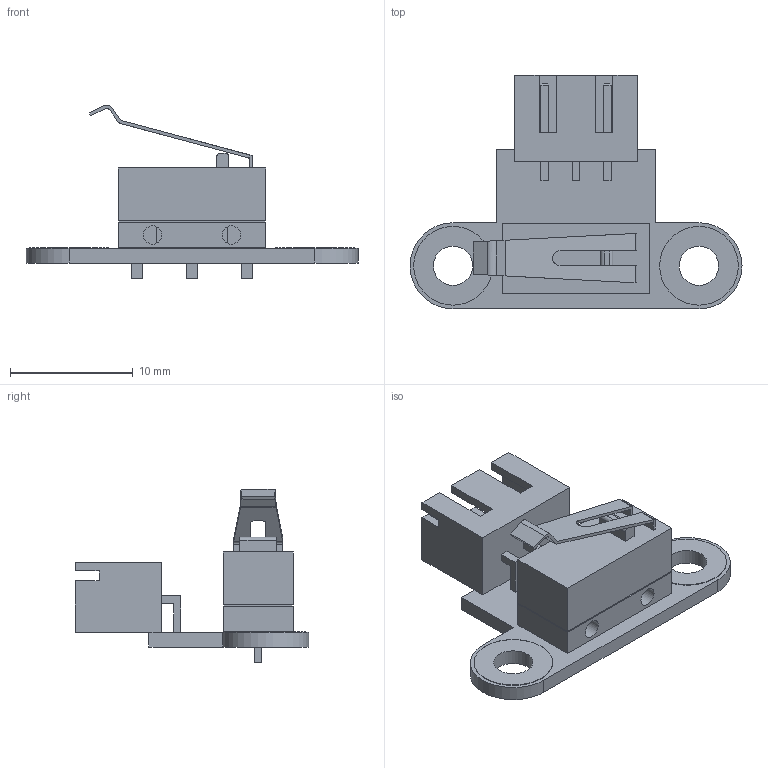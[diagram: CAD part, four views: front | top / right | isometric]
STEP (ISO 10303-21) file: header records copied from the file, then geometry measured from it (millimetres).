
FILE_DESCRIPTION(/* description */ (''),/* implementation_level */ '2;1');
FILE_NAME(/* name */ 'Endstop.step',/* time_stamp */ '2024-08-18T12:59:52-06:00',/* author */ (''),/* organization */ (''),/* preprocessor_version */ 'ST-DEVELOPER v20',/* originating_system */ 'Autodesk Translation Framework v13.14.0.145',/* authorisation */ '');
FILE_SCHEMA (('AUTOMOTIVE_DESIGN { 1 0 10303 214 3 1 1 }'));
Length unit declared in the file: millimetre
Products named in the file (1): (Unsaved)
Bounding box: 27 x 19 x 14.1 mm (x, y, z)
Volume: 918.8 mm3; surface area: 1641.3 mm2
Topology: 1 solids, 1 shells, 162 faces, 425 edges, 278 vertices
Faces by surface type: plane 144, cylinder 18
Full cylindrical faces by diameter (mm): 1.5 x2, 3.2 x2, 6.4 x2
Entity records: 5145 total; most frequent: CARTESIAN_POINT 866, ORIENTED_EDGE 850, DIRECTION 787, EDGE_CURVE 425, LINE 389, VECTOR 389, VERTEX_POINT 278, AXIS2_PLACEMENT_3D 199
